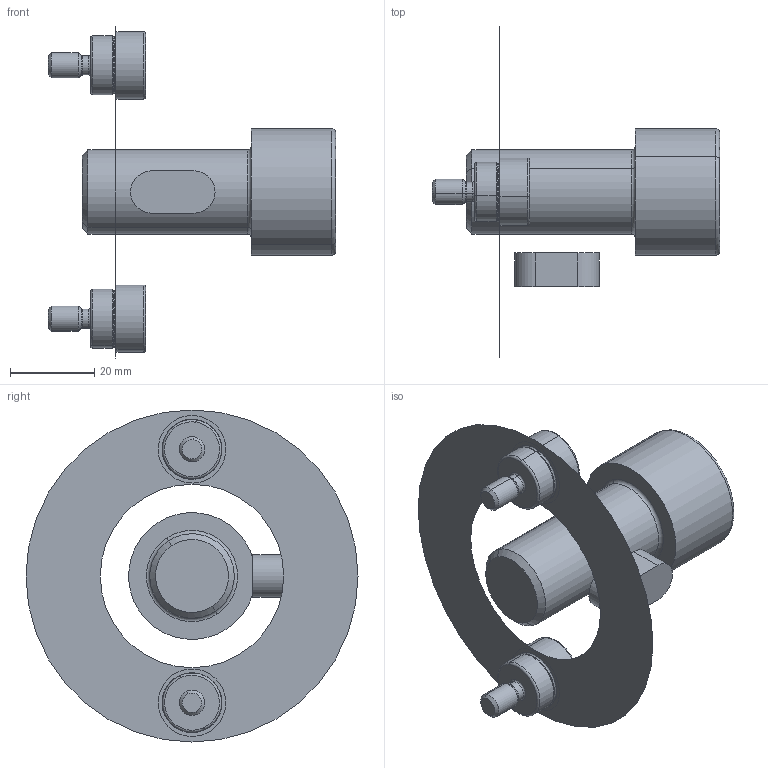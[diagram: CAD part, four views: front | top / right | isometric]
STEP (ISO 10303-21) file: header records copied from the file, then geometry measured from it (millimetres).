
FILE_DESCRIPTION (( 'STEP AP214' ), '1' );
FILE_NAME ('HA0.D40.K01.070.STEP', '2022-03-21T06:24:33', ( '' ), ( '' ), 'SwSTEP 2.0', 'SolidWorks 2017', '' );
FILE_SCHEMA (( 'AUTOMOTIVE_DESIGN' ));
Length unit declared in the file: millimetre
Products named in the file (5): DIN 6885 - 10x8x20; HA0-D40.K01.070_D_Fertigbearbeitung; HA0.D40.K01.070; D40-ER1.002.040_A; D40-ER2.001.023_B
Assembly tree (5 placements, depth 2):
  HA0.D40.K01.070
    HA0-D40.K01.070_D_Fertigbearbeitung
    D40-ER1.002.040_A
    D40-ER2.001.023_B  x2
    DIN 6885 - 10x8x20
Bounding box: 68 x 78.6 x 78.6 mm (x, y, z)
Volume: 30069.6 mm3; surface area: 12658.2 mm2
Topology: 4 solids, 5 shells, 115 faces, 253 edges, 149 vertices
Faces by surface type: plane 40, torus 28, cone 24, cylinder 23
Entity records: 2347 total; most frequent: CARTESIAN_POINT 455, DIRECTION 393, ORIENTED_EDGE 318, AXIS2_PLACEMENT_3D 164, EDGE_CURVE 161, VERTEX_POINT 98, EDGE_LOOP 83, CIRCLE 80
